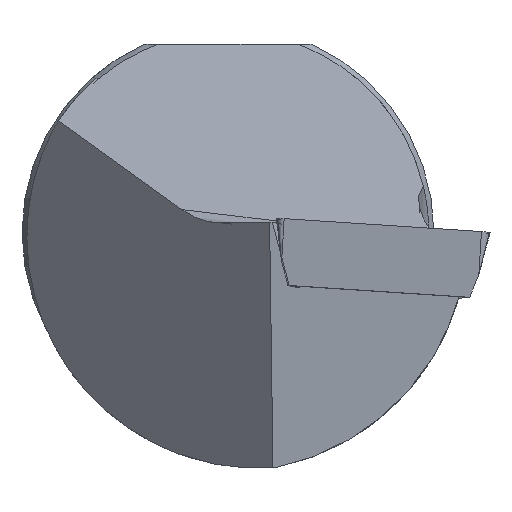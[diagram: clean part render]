
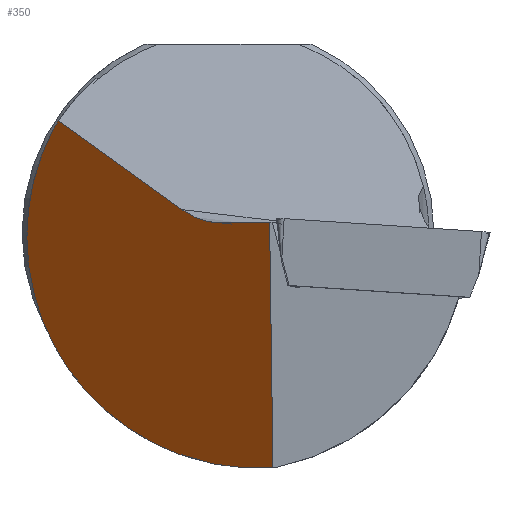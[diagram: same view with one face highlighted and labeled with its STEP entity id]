
A CAD part, left-side view. The second image highlights one B-rep face of the part: STEP entity #350.
In plain terms, the highlighted planar face has unit normal (-0.708, 0.702, -0.081).
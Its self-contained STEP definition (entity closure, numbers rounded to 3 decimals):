
#339=ELLIPSE('',#857,13.91,9.85);
#340=ELLIPSE('',#858,15.887,11.25);
#341=ELLIPSE('',#859,5.273,5.);
#350=ADVANCED_FACE('',(#400),#381,.F.);
#381=PLANE('',#860);
#400=FACE_OUTER_BOUND('',#432,.T.);
#432=EDGE_LOOP('',(#491,#492,#493,#494,#495,#496));
#491=ORIENTED_EDGE('',*,*,#706,.F.);
#492=ORIENTED_EDGE('',*,*,#707,.T.);
#493=ORIENTED_EDGE('',*,*,#685,.T.);
#494=ORIENTED_EDGE('',*,*,#681,.T.);
#495=ORIENTED_EDGE('',*,*,#708,.F.);
#496=ORIENTED_EDGE('',*,*,#700,.T.);
#627=VERTEX_POINT('',#1072);
#628=VERTEX_POINT('',#1074);
#631=VERTEX_POINT('',#1082);
#643=VERTEX_POINT('',#1125);
#644=VERTEX_POINT('',#1127);
#649=VERTEX_POINT('',#1139);
#681=EDGE_CURVE('',#628,#627,#763,.T.);
#685=EDGE_CURVE('',#631,#628,#767,.T.);
#700=EDGE_CURVE('',#644,#643,#769,.T.);
#706=EDGE_CURVE('',#649,#643,#339,.T.);
#707=EDGE_CURVE('',#649,#631,#340,.T.);
#708=EDGE_CURVE('',#644,#627,#341,.T.);
#763=LINE('',#1073,#802);
#767=LINE('',#1081,#806);
#769=LINE('',#1126,#808);
#802=VECTOR('',#906,1.);
#806=VECTOR('',#912,1.);
#808=VECTOR('',#938,1.);
#857=AXIS2_PLACEMENT_3D('',#1138,#949,#950);
#858=AXIS2_PLACEMENT_3D('',#1140,#951,#952);
#859=AXIS2_PLACEMENT_3D('',#1141,#953,#954);
#860=AXIS2_PLACEMENT_3D('',#1142,#955,#956);
#906=DIRECTION('',(0.704,0.71,-0.012));
#912=DIRECTION('',(-0.1,0.014,0.995));
#938=DIRECTION('',(0.593,0.653,0.471));
#949=DIRECTION('',(0.708,-0.701,0.081));
#950=DIRECTION('',(-0.706,-0.703,0.081));
#951=DIRECTION('',(-0.708,0.701,-0.081));
#952=DIRECTION('',(-0.706,-0.703,0.081));
#953=DIRECTION('',(-0.708,0.701,-0.081));
#954=DIRECTION('',(0.545,0.616,0.568));
#955=DIRECTION('',(0.708,-0.701,0.081));
#956=DIRECTION('',(0.704,0.71,0.));
#1072=CARTESIAN_POINT('',(3.033,0.332,0.465));
#1073=CARTESIAN_POINT('',(1.366,-1.347,0.494));
#1074=CARTESIAN_POINT('',(0.695,-2.024,0.505));
#1081=CARTESIAN_POINT('',(0.674,-2.021,0.709));
#1082=CARTESIAN_POINT('',(1.896,-2.186,-11.428));
#1125=CARTESIAN_POINT('',(10.28,8.219,5.428));
#1126=CARTESIAN_POINT('',(6.746,4.329,2.621));
#1127=CARTESIAN_POINT('',(4.848,2.239,1.113));
#1138=CARTESIAN_POINT('',(2.757,0.,0.));
#1139=CARTESIAN_POINT('',(10.623,8.512,4.957));
#1140=CARTESIAN_POINT('',(1.307,-1.487,-0.2));
#1141=CARTESIAN_POINT('',(2.968,0.851,5.538));
#1142=CARTESIAN_POINT('',(0.674,-2.021,0.709));
